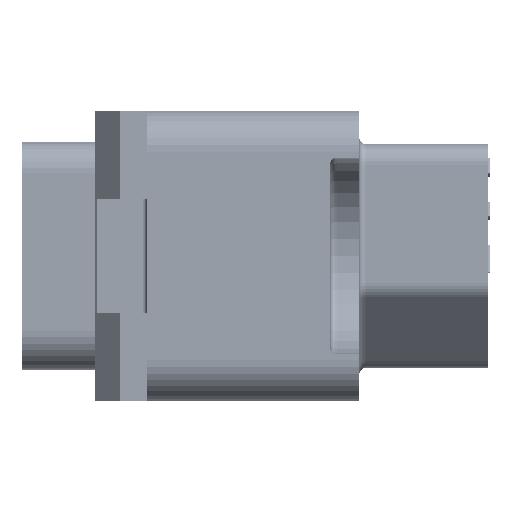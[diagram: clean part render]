
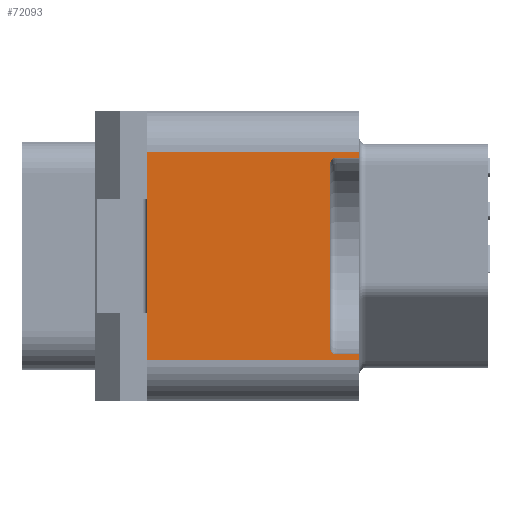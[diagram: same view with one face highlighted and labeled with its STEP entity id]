
A CAD part, left-side view. The second image highlights one B-rep face of the part: STEP entity #72093.
In plain terms, the highlighted planar face has unit normal (-1, 0, 0).
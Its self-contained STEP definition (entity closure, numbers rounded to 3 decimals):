
#3874=DIRECTION('',(0.,0.,-1.));
#3875=VECTOR('',#3874,10.);
#3876=CARTESIAN_POINT('',(-40.,10.25,5.));
#3877=LINE('',#3876,#3875);
#3977=DIRECTION('',(0.,-1.,0.));
#3978=VECTOR('',#3977,10.25);
#3979=CARTESIAN_POINT('',(-40.,10.25,5.));
#3980=LINE('',#3979,#3978);
#4305=DIRECTION('',(0.,1.,0.));
#4306=VECTOR('',#4305,10.25);
#4307=CARTESIAN_POINT('',(-40.,0.,-5.));
#4308=LINE('',#4307,#4306);
#4314=DIRECTION('',(0.,0.,1.));
#4315=VECTOR('',#4314,8.9);
#4316=CARTESIAN_POINT('',(-40.,1.4,-4.45));
#4317=LINE('',#4316,#4315);
#4318=DIRECTION('',(0.,1.,0.));
#4319=VECTOR('',#4318,1.1);
#4320=CARTESIAN_POINT('',(-40.,0.,-4.75));
#4321=LINE('',#4320,#4319);
#4322=DIRECTION('',(0.,0.,-1.));
#4323=VECTOR('',#4322,0.25);
#4324=CARTESIAN_POINT('',(-40.,0.,-4.75));
#4325=LINE('',#4324,#4323);
#4326=DIRECTION('',(0.,0.,-1.));
#4327=VECTOR('',#4326,0.25);
#4328=CARTESIAN_POINT('',(-40.,0.,5.));
#4329=LINE('',#4328,#4327);
#4330=DIRECTION('',(0.,1.,0.));
#4331=VECTOR('',#4330,1.1);
#4332=CARTESIAN_POINT('',(-40.,0.,4.75));
#4333=LINE('',#4332,#4331);
#4367=CARTESIAN_POINT('',(-40.,1.1,-4.45));
#4368=DIRECTION('',(1.,0.,0.));
#4369=DIRECTION('',(0.,0.,-1.));
#4370=AXIS2_PLACEMENT_3D('',#4367,#4368,#4369);
#4391=CARTESIAN_POINT('',(-40.,1.1,4.45));
#4392=DIRECTION('',(1.,0.,0.));
#4393=DIRECTION('',(0.,1.,0.));
#4394=AXIS2_PLACEMENT_3D('',#4391,#4392,#4393);
#54666=CARTESIAN_POINT('',(-40.,0.,5.));
#54667=VERTEX_POINT('',#54666);
#54668=CARTESIAN_POINT('',(-40.,10.25,5.));
#54669=VERTEX_POINT('',#54668);
#54674=CARTESIAN_POINT('',(-40.,10.25,-5.));
#54675=VERTEX_POINT('',#54674);
#54676=CARTESIAN_POINT('',(-40.,0.,-5.));
#54677=VERTEX_POINT('',#54676);
#54686=CARTESIAN_POINT('',(-40.,0.,-4.75));
#54688=VERTEX_POINT('',#54686);
#54692=CARTESIAN_POINT('',(-40.,0.,4.75));
#54693=VERTEX_POINT('',#54692);
#54903=CARTESIAN_POINT('',(-40.,1.4,-4.45));
#54905=VERTEX_POINT('',#54903);
#54907=CARTESIAN_POINT('',(-40.,1.1,-4.75));
#54909=VERTEX_POINT('',#54907);
#54914=CARTESIAN_POINT('',(-40.,1.4,4.45));
#54915=VERTEX_POINT('',#54914);
#54916=CARTESIAN_POINT('',(-40.,1.1,4.75));
#54917=VERTEX_POINT('',#54916);
#72071=CARTESIAN_POINT('',(-40.,0.,7.));
#72072=DIRECTION('',(-1.,0.,0.));
#72073=DIRECTION('',(0.,1.,0.));
#72074=AXIS2_PLACEMENT_3D('',#72071,#72072,#72073);
#72075=PLANE('',#72074);
#72077=ORIENTED_EDGE('',*,*,#72076,.F.);
#72079=ORIENTED_EDGE('',*,*,#72078,.F.);
#72081=ORIENTED_EDGE('',*,*,#72080,.F.);
#72082=ORIENTED_EDGE('',*,*,#71599,.T.);
#72083=ORIENTED_EDGE('',*,*,#72065,.T.);
#72084=ORIENTED_EDGE('',*,*,#71496,.F.);
#72085=ORIENTED_EDGE('',*,*,#71576,.T.);
#72086=ORIENTED_EDGE('',*,*,#71607,.T.);
#72088=ORIENTED_EDGE('',*,*,#72087,.T.);
#72090=ORIENTED_EDGE('',*,*,#72089,.F.);
#72091=EDGE_LOOP('',(#72077,#72079,#72081,#72082,#72083,#72084,#72085,#72086,
#72088,#72090));
#72092=FACE_OUTER_BOUND('',#72091,.F.);
#72093=ADVANCED_FACE('',(#72092),#72075,.T.);
#4371=CIRCLE('',#4370,0.3);
#4395=CIRCLE('',#4394,0.3);
#71496=EDGE_CURVE('',#54669,#54675,#3877,.T.);
#71576=EDGE_CURVE('',#54669,#54667,#3980,.T.);
#71599=EDGE_CURVE('',#54688,#54677,#4325,.T.);
#71607=EDGE_CURVE('',#54667,#54693,#4329,.T.);
#72065=EDGE_CURVE('',#54677,#54675,#4308,.T.);
#72076=EDGE_CURVE('',#54905,#54915,#4317,.T.);
#72078=EDGE_CURVE('',#54909,#54905,#4371,.T.);
#72080=EDGE_CURVE('',#54688,#54909,#4321,.T.);
#72087=EDGE_CURVE('',#54693,#54917,#4333,.T.);
#72089=EDGE_CURVE('',#54915,#54917,#4395,.T.);
